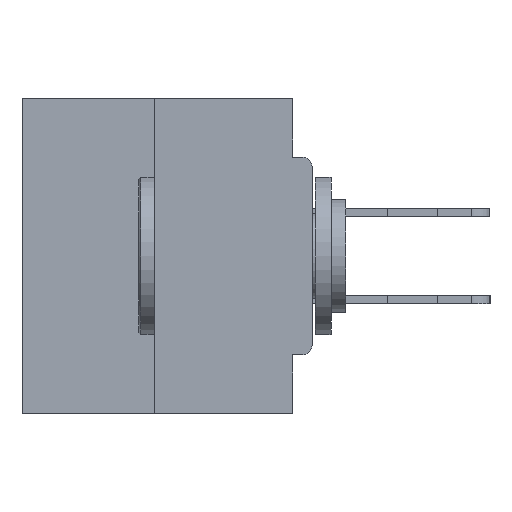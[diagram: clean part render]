
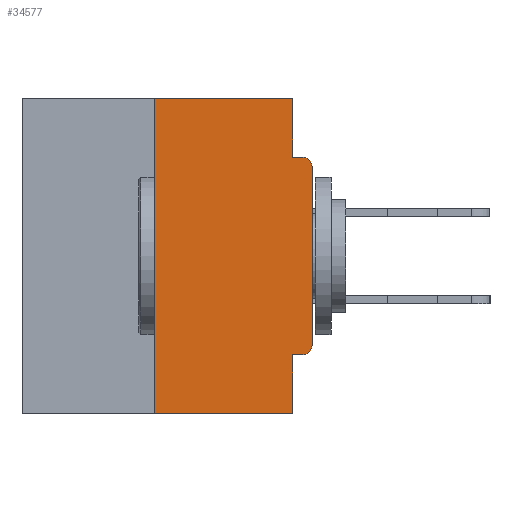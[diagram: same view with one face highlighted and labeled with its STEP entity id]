
A CAD part, left-side view. The second image highlights one B-rep face of the part: STEP entity #34577.
In plain terms, the highlighted planar face has unit normal (-1, 0, 0).
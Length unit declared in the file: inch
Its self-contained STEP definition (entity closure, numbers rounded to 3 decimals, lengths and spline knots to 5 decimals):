
#149 = CARTESIAN_POINT ( 'NONE',  ( 0., 0.46, 0. ) ) ;
#203 = CARTESIAN_POINT ( 'NONE',  ( 0., 0.46, -0.5 ) ) ;
#451 = AXIS2_PLACEMENT_3D ( 'NONE', #149, #27986, #6905 ) ;
#705 = EDGE_CURVE ( 'NONE', #29669, #19297, #40551, .T. ) ;
#928 = EDGE_CURVE ( 'NONE', #34863, #40397, #17459, .T. ) ;
#1475 = CARTESIAN_POINT ( 'NONE',  ( 0., 0.031, -0.0935 ) ) ;
#1773 = ORIENTED_EDGE ( 'NONE', *, *, #928, .T. ) ;
#1896 = DIRECTION ( 'NONE',  ( -1., 0., 0. ) ) ;
#2186 = DIRECTION ( 'NONE',  ( 0., 0., 1. ) ) ;
#3380 = PLANE ( 'NONE',  #451 ) ;
#3453 = VECTOR ( 'NONE', #17184, 39.37008 ) ;
#4388 = ORIENTED_EDGE ( 'NONE', *, *, #36151, .F. ) ;
#5150 = CARTESIAN_POINT ( 'NONE',  ( 0., 0.015, -0.4065 ) ) ;
#6905 = DIRECTION ( 'NONE',  ( 0., 0., -1. ) ) ;
#7497 = VECTOR ( 'NONE', #28822, 39.37008 ) ;
#8581 = CARTESIAN_POINT ( 'NONE',  ( 0., 0.031, -0.5 ) ) ;
#9937 = VECTOR ( 'NONE', #24559, 39.37008 ) ;
#10050 = ORIENTED_EDGE ( 'NONE', *, *, #37607, .F. ) ;
#10700 = CARTESIAN_POINT ( 'NONE',  ( 0., 0.015, -0.0935 ) ) ;
#10842 = CARTESIAN_POINT ( 'NONE',  ( 0., 0.46, 0. ) ) ;
#11726 = LINE ( 'NONE', #16586, #3453 ) ;
#12500 = ORIENTED_EDGE ( 'NONE', *, *, #36822, .F. ) ;
#14901 = AXIS2_PLACEMENT_3D ( 'NONE', #23016, #1896, #26542 ) ;
#16250 = LINE ( 'NONE', #19174, #31587 ) ;
#16520 = EDGE_CURVE ( 'NONE', #34940, #22149, #39884, .T. ) ;
#16586 = CARTESIAN_POINT ( 'NONE',  ( 0., 0., -0.0935 ) ) ;
#16599 = LINE ( 'NONE', #203, #9937 ) ;
#17184 = DIRECTION ( 'NONE',  ( 0., -1., 0. ) ) ;
#17459 = CIRCLE ( 'NONE', #14901, 0.015 ) ;
#17797 = AXIS2_PLACEMENT_3D ( 'NONE', #17845, #21089, #24777 ) ;
#17845 = CARTESIAN_POINT ( 'NONE',  ( 0., 0.015, -0.3915 ) ) ;
#17929 = EDGE_CURVE ( 'NONE', #24651, #40397, #11726, .T. ) ;
#18552 = VERTEX_POINT ( 'NONE', #8581 ) ;
#19174 = CARTESIAN_POINT ( 'NONE',  ( 0., 0.25, 0. ) ) ;
#19297 = VERTEX_POINT ( 'NONE', #23923 ) ;
#19795 = ORIENTED_EDGE ( 'NONE', *, *, #16520, .T. ) ;
#20705 = CARTESIAN_POINT ( 'NONE',  ( 0., 0.25, -0.5 ) ) ;
#20719 = CARTESIAN_POINT ( 'NONE',  ( 0., 0.031, -0.4065 ) ) ;
#21089 = DIRECTION ( 'NONE',  ( -1., 0., 0. ) ) ;
#21167 = LINE ( 'NONE', #39783, #43699 ) ;
#22149 = VERTEX_POINT ( 'NONE', #44595 ) ;
#22169 = ORIENTED_EDGE ( 'NONE', *, *, #44401, .F. ) ;
#23016 = CARTESIAN_POINT ( 'NONE',  ( 0., 0.015, -0.1085 ) ) ;
#23923 = CARTESIAN_POINT ( 'NONE',  ( 0., 0.031, 0. ) ) ;
#24264 = ORIENTED_EDGE ( 'NONE', *, *, #37555, .T. ) ;
#24559 = DIRECTION ( 'NONE',  ( 0., -1., 0. ) ) ;
#24651 = VERTEX_POINT ( 'NONE', #1475 ) ;
#24728 = DIRECTION ( 'NONE',  ( 0., -1., 0. ) ) ;
#24777 = DIRECTION ( 'NONE',  ( 0., 0., -1. ) ) ;
#25357 = CARTESIAN_POINT ( 'NONE',  ( 0., 0., 0. ) ) ;
#25844 = LINE ( 'NONE', #27708, #42290 ) ;
#26542 = DIRECTION ( 'NONE',  ( 0., 0., -1. ) ) ;
#27708 = CARTESIAN_POINT ( 'NONE',  ( 0., 0., -0.4065 ) ) ;
#27986 = DIRECTION ( 'NONE',  ( 1., 0., 0. ) ) ;
#28188 = ORIENTED_EDGE ( 'NONE', *, *, #705, .F. ) ;
#28822 = DIRECTION ( 'NONE',  ( 0., 0., 1. ) ) ;
#28975 = FACE_OUTER_BOUND ( 'NONE', #40286, .T. ) ;
#29205 = ORIENTED_EDGE ( 'NONE', *, *, #17929, .F. ) ;
#29612 = DIRECTION ( 'NONE',  ( 0., 0., -1. ) ) ;
#29669 = VERTEX_POINT ( 'NONE', #38536 ) ;
#31171 = VECTOR ( 'NONE', #24728, 39.37008 ) ;
#31587 = VECTOR ( 'NONE', #2186, 39.37008 ) ;
#34160 = LINE ( 'NONE', #34955, #42434 ) ;
#34577 = ADVANCED_FACE ( 'NONE', ( #28975 ), #3380, .F. ) ;
#34600 = DIRECTION ( 'NONE',  ( 0., 1., 0. ) ) ;
#34863 = VERTEX_POINT ( 'NONE', #42250 ) ;
#34940 = VERTEX_POINT ( 'NONE', #5150 ) ;
#34955 = CARTESIAN_POINT ( 'NONE',  ( 0., 0.031, -0.5 ) ) ;
#35564 = DIRECTION ( 'NONE',  ( 0., 0., -1. ) ) ;
#36151 = EDGE_CURVE ( 'NONE', #38801, #29669, #16250, .T. ) ;
#36822 = EDGE_CURVE ( 'NONE', #19297, #24651, #21167, .T. ) ;
#37489 = VERTEX_POINT ( 'NONE', #20719 ) ;
#37555 = EDGE_CURVE ( 'NONE', #38801, #18552, #16599, .T. ) ;
#37607 = EDGE_CURVE ( 'NONE', #37489, #18552, #34160, .T. ) ;
#38536 = CARTESIAN_POINT ( 'NONE',  ( 0., 0.25, 0. ) ) ;
#38801 = VERTEX_POINT ( 'NONE', #20705 ) ;
#39783 = CARTESIAN_POINT ( 'NONE',  ( 0., 0.031, 0. ) ) ;
#39884 = CIRCLE ( 'NONE', #17797, 0.015 ) ;
#40286 = EDGE_LOOP ( 'NONE', ( #28188, #4388, #24264, #10050, #22169, #19795, #43627, #1773, #29205, #12500 ) ) ;
#40397 = VERTEX_POINT ( 'NONE', #10700 ) ;
#40551 = LINE ( 'NONE', #10842, #31171 ) ;
#42250 = CARTESIAN_POINT ( 'NONE',  ( 0., 0., -0.1085 ) ) ;
#42290 = VECTOR ( 'NONE', #34600, 39.37008 ) ;
#42434 = VECTOR ( 'NONE', #35564, 39.37008 ) ;
#43332 = LINE ( 'NONE', #25357, #7497 ) ;
#43627 = ORIENTED_EDGE ( 'NONE', *, *, #45143, .T. ) ;
#43699 = VECTOR ( 'NONE', #29612, 39.37008 ) ;
#44401 = EDGE_CURVE ( 'NONE', #34940, #37489, #25844, .T. ) ;
#44595 = CARTESIAN_POINT ( 'NONE',  ( 0., 0., -0.3915 ) ) ;
#45143 = EDGE_CURVE ( 'NONE', #22149, #34863, #43332, .T. ) ;
